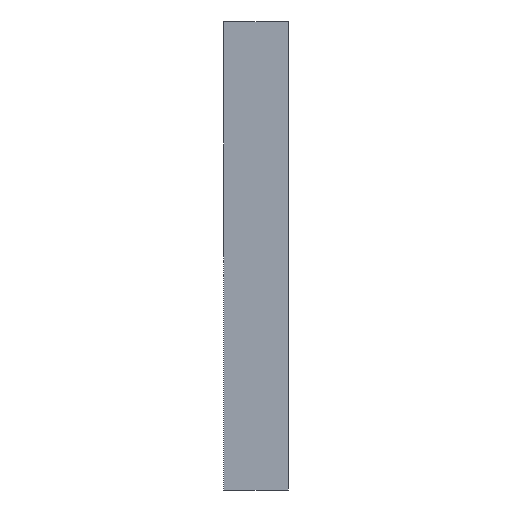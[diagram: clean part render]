
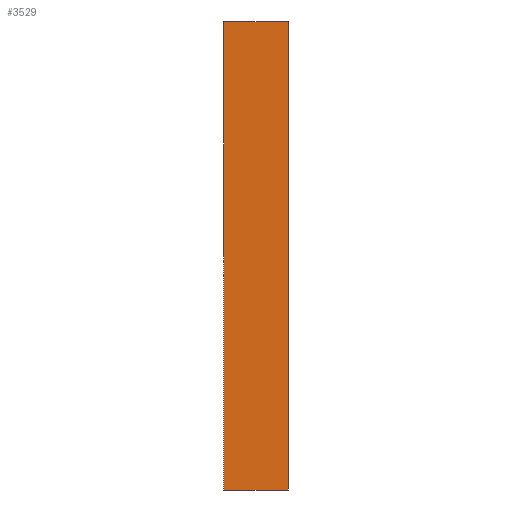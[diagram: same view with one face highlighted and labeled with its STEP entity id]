
A CAD part, left-side view. The second image highlights one B-rep face of the part: STEP entity #3529.
In plain terms, the highlighted planar face has unit normal (-1, 0, 0).
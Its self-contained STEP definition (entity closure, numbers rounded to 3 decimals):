
#3522 = ORIENTED_EDGE ( 'NONE', *, *, #3523, .T. ) ;
#3523 = EDGE_CURVE ( 'NONE', #3557, #3571, #26639, .T. ) ;
#3527 = ORIENTED_EDGE ( 'NONE', *, *, #3528, .T. ) ;
#3528 = EDGE_CURVE ( 'NONE', #3571, #3572, #26732, .T. ) ;
#3529 = ADVANCED_FACE ( 'NONE', ( #26728 ), #26727, .F. ) ;
#3530 = EDGE_LOOP ( 'NONE', ( #3527, #3578, #3555, #3522 ) ) ;
#3555 = ORIENTED_EDGE ( 'NONE', *, *, #3556, .F. ) ;
#3556 = EDGE_CURVE ( 'NONE', #3557, #3580, #26912, .T. ) ;
#3557 = VERTEX_POINT ( 'NONE', #26898 ) ;
#3571 = VERTEX_POINT ( 'NONE', #26954 ) ;
#3572 = VERTEX_POINT ( 'NONE', #26951 ) ;
#3578 = ORIENTED_EDGE ( 'NONE', *, *, #3579, .F. ) ;
#3579 = EDGE_CURVE ( 'NONE', #3580, #3572, #26929, .T. ) ;
#3580 = VERTEX_POINT ( 'NONE', #26925 ) ;
#26635 = CARTESIAN_POINT ( 'NONE',  ( -11.664, 2.5, -9.119 ) ) ;
#26639 = LINE ( 'NONE', #26635, #26749 ) ;
#26705 = DIRECTION ( 'NONE',  ( 0., 0., -1. ) ) ;
#26706 = DIRECTION ( 'NONE',  ( 1., 0., 0. ) ) ;
#26707 = CARTESIAN_POINT ( 'NONE',  ( -11.664, 2.5, 9.119 ) ) ;
#26708 = AXIS2_PLACEMENT_3D ( 'NONE', #26707, #26706, #26705 ) ;
#26727 = PLANE ( 'NONE',  #26708 ) ;
#26728 = FACE_OUTER_BOUND ( 'NONE', #3530, .T. ) ;
#26729 = DIRECTION ( 'NONE',  ( 0., 0., 1. ) ) ;
#26730 = VECTOR ( 'NONE', #26729, 39.37 ) ;
#26731 = CARTESIAN_POINT ( 'NONE',  ( -11.664, 0., 9.119 ) ) ;
#26732 = LINE ( 'NONE', #26731, #26730 ) ;
#26748 = DIRECTION ( 'NONE',  ( 0., -1., 0. ) ) ;
#26749 = VECTOR ( 'NONE', #26748, 39.37 ) ;
#26898 = CARTESIAN_POINT ( 'NONE',  ( -11.664, 2.5, -9.119 ) ) ;
#26900 = DIRECTION ( 'NONE',  ( 0., 0., 1. ) ) ;
#26902 = VECTOR ( 'NONE', #26900, 39.37 ) ;
#26904 = CARTESIAN_POINT ( 'NONE',  ( -11.664, 2.5, 9.119 ) ) ;
#26912 = LINE ( 'NONE', #26904, #26902 ) ;
#26925 = CARTESIAN_POINT ( 'NONE',  ( -11.664, 2.5, 9.119 ) ) ;
#26926 = DIRECTION ( 'NONE',  ( 0., -1., 0. ) ) ;
#26927 = VECTOR ( 'NONE', #26926, 39.37 ) ;
#26928 = CARTESIAN_POINT ( 'NONE',  ( -11.664, 2.5, 9.119 ) ) ;
#26929 = LINE ( 'NONE', #26928, #26927 ) ;
#26951 = CARTESIAN_POINT ( 'NONE',  ( -11.664, 0., 9.119 ) ) ;
#26954 = CARTESIAN_POINT ( 'NONE',  ( -11.664, 0., -9.119 ) ) ;
